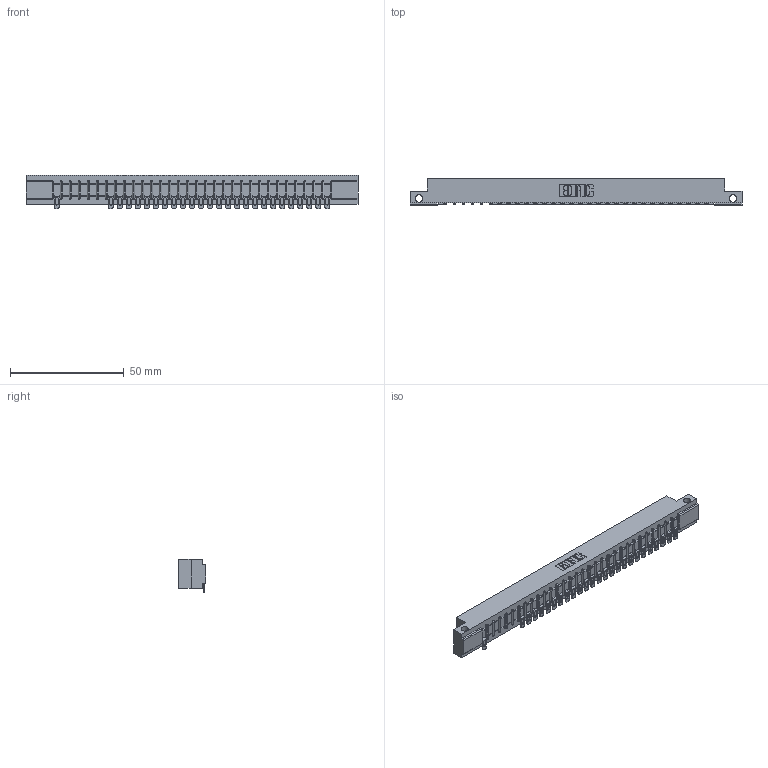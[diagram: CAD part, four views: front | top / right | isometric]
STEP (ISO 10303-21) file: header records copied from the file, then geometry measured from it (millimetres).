
FILE_DESCRIPTION (( 'STEP AP203' ), '1' );
FILE_NAME ('357-031-554-112.STEP', '2018-08-09T22:53:36', ( '' ), ( '' ), 'SwSTEP 2.0', 'SolidWorks 2016', '' );
FILE_SCHEMA (( 'CONFIG_CONTROL_DESIGN' ));
Length unit declared in the file: inch
Products named in the file (3): 307-290-002_554; 357-031-554-112; 307 Part_.128 Dia Side Mounting Holes
Assembly tree (27 placements, depth 2):
  357-031-554-112
    307 Part_.128 Dia Side Mounting Holes
    307-290-002_554  x26
Bounding box: 145.85 x 12.01 x 14.52 mm (x, y, z)
Volume: 15248 mm3; surface area: 18093.9 mm2
Topology: 27 solids, 27 shells, 2356 faces, 7221 edges, 4726 vertices
Faces by surface type: plane 1326, cylinder 966, sphere 64
Entity records: 28739 total; most frequent: CARTESIAN_POINT 4869, ORIENTED_EDGE 4864, DIRECTION 4736, EDGE_CURVE 2432, VECTOR 1850, LINE 1850, VERTEX_POINT 1576, AXIS2_PLACEMENT_3D 1443
